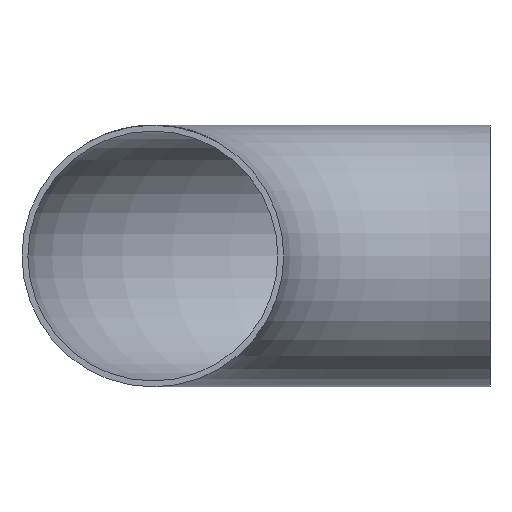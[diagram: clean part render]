
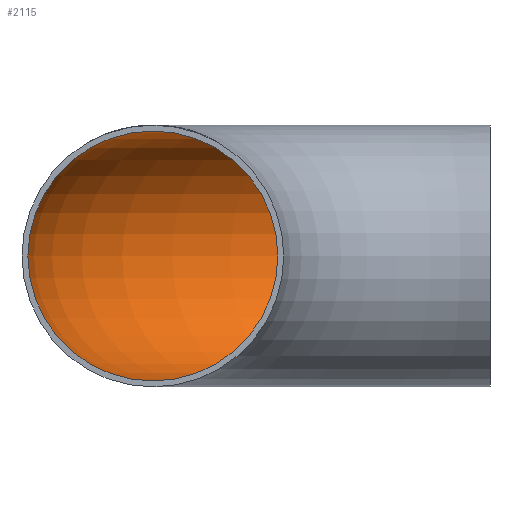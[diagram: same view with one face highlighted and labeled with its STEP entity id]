
A CAD part, front view. The second image highlights one B-rep face of the part: STEP entity #2115.
In plain terms, the highlighted toroidal (fillet/blend) face has major radius 114.5 mm and minor radius 42.45 mm.
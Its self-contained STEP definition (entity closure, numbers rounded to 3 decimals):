
#156 = CIRCLE ( 'NONE', #642, 42.45 ) ;
#579 = VERTEX_POINT ( 'NONE', #8336 ) ;
#642 = AXIS2_PLACEMENT_3D ( 'NONE', #6869, #4674, #2458 ) ;
#796 = DIRECTION ( 'NONE',  ( -1., 0., 0. ) ) ;
#1240 = CARTESIAN_POINT ( 'NONE',  ( 0., 114.5, 0. ) ) ;
#1272 = DIRECTION ( 'NONE',  ( 0., 1., 0. ) ) ;
#2115 = ADVANCED_FACE ( 'NONE', ( #3173, #5068 ), #6595, .F. ) ;
#2165 = EDGE_LOOP ( 'NONE', ( #5456 ) ) ;
#2458 = DIRECTION ( 'NONE',  ( 0., 0., 1. ) ) ;
#3173 = FACE_OUTER_BOUND ( 'NONE', #2165, .T. ) ;
#3280 = VERTEX_POINT ( 'NONE', #9204 ) ;
#3336 = CIRCLE ( 'NONE', #8576, 42.45 ) ;
#3452 = EDGE_CURVE ( 'NONE', #3280, #3280, #3336, .T. ) ;
#4556 = EDGE_CURVE ( 'NONE', #579, #579, #156, .T. ) ;
#4625 = AXIS2_PLACEMENT_3D ( 'NONE', #8101, #8860, #796 ) ;
#4674 = DIRECTION ( 'NONE',  ( 0., 1., 0. ) ) ;
#5068 = FACE_OUTER_BOUND ( 'NONE', #8638, .T. ) ;
#5269 = ORIENTED_EDGE ( 'NONE', *, *, #4556, .F. ) ;
#5456 = ORIENTED_EDGE ( 'NONE', *, *, #3452, .T. ) ;
#6595 = TOROIDAL_SURFACE ( 'NONE', #4625, 114.5, 42.45 ) ;
#6869 = CARTESIAN_POINT ( 'NONE',  ( -114.5, 0., 0. ) ) ;
#7203 = DIRECTION ( 'NONE',  ( 1., 0., 0. ) ) ;
#8101 = CARTESIAN_POINT ( 'NONE',  ( 0., 0., 0. ) ) ;
#8336 = CARTESIAN_POINT ( 'NONE',  ( -114.5, 0., 42.45 ) ) ;
#8576 = AXIS2_PLACEMENT_3D ( 'NONE', #1240, #7203, #1272 ) ;
#8638 = EDGE_LOOP ( 'NONE', ( #5269 ) ) ;
#8860 = DIRECTION ( 'NONE',  ( 0., 0., -1. ) ) ;
#9204 = CARTESIAN_POINT ( 'NONE',  ( 0., 156.95, 0. ) ) ;
